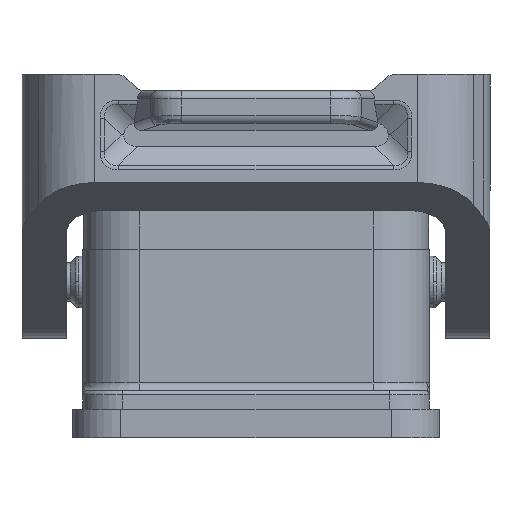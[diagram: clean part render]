
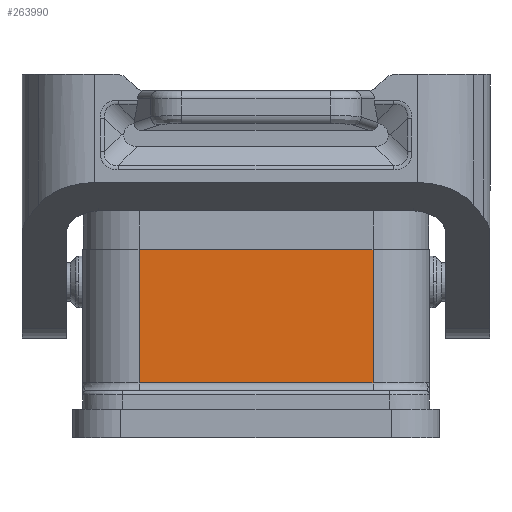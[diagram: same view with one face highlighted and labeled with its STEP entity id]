
A CAD part, left-side view. The second image highlights one B-rep face of the part: STEP entity #263990.
In plain terms, the highlighted face is planar.
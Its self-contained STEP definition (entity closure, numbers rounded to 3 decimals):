
#4230=CARTESIAN_POINT('',(30.447,9.856,5.));
#4240=VERTEX_POINT('',#4230);
#4270=CARTESIAN_POINT('',(0.,9.856,5.));
#4280=DIRECTION('',(-1.,0.,0.));
#4290=VECTOR('',#4280,1.);
#4300=LINE('',#4270,#4290);
#4310=CARTESIAN_POINT('',(59.447,9.856,5.));
#4320=VERTEX_POINT('',#4310);
#4330=EDGE_CURVE('',#4320,#4240,#4300,.T.);
#149160=CARTESIAN_POINT('',(30.447,9.856,21.5));
#149170=VERTEX_POINT('',#149160);
#149670=CARTESIAN_POINT('',(59.447,9.856,21.5));
#149680=VERTEX_POINT('',#149670);
#149710=CARTESIAN_POINT('',(0.,9.856,21.5));
#149720=DIRECTION('',(1.,0.,0.));
#149730=VECTOR('',#149720,1.);
#149740=LINE('',#149710,#149730);
#149750=EDGE_CURVE('',#149170,#149680,#149740,.T.);
#263780=CARTESIAN_POINT('',(0.,9.856,21.5));
#263790=DIRECTION('',(0.,1.,0.));
#263800=DIRECTION('',(0.,0.,-1.));
#263810=AXIS2_PLACEMENT_3D('',#263780,#263790,#263800);
#263820=PLANE('',#263810);
#263830=ORIENTED_EDGE('',*,*,#149750,.F.);
#263840=CARTESIAN_POINT('',(59.447,9.856,
0.));
#263850=DIRECTION('',(0.,0.,1.));
#263860=VECTOR('',#263850,1.);
#263870=LINE('',#263840,#263860);
#263880=EDGE_CURVE('',#4320,#149680,#263870,.T.);
#263890=ORIENTED_EDGE('',*,*,#263880,.T.);
#263900=ORIENTED_EDGE('',*,*,#4330,.F.);
#263910=CARTESIAN_POINT('',(30.447,9.856,
0.));
#263920=DIRECTION('',(0.,0.,-1.));
#263930=VECTOR('',#263920,1.);
#263940=LINE('',#263910,#263930);
#263950=EDGE_CURVE('',#149170,#4240,#263940,.T.);
#263960=ORIENTED_EDGE('',*,*,#263950,.T.);
#263970=EDGE_LOOP('',(#263960,#263900,#263890,#263830));
#263980=FACE_OUTER_BOUND('',#263970,.T.);
#263990=ADVANCED_FACE('',(#263980),#263820,.F.);
